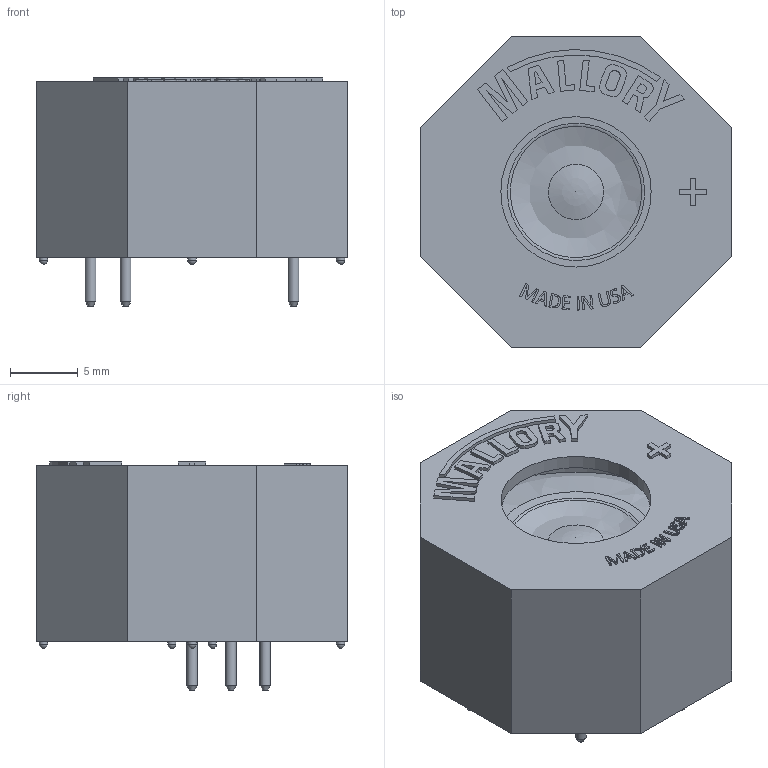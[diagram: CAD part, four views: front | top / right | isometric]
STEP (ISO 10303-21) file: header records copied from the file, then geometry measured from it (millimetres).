
FILE_DESCRIPTION(/* description */ (''),/* implementation_level */ '2;1');
FILE_NAME(/* name */ 'MSS5M1 Rev 8.iam.stp',/* time_stamp */ '2015-06-26T10:50:25-04:00',/* author */ ('Matthew Oney'),/* organization */ ('Mallory-Sonalert Products, Inc. '),/* preprocessor_version */ 'ST-DEVELOPER v15.2',/* originating_system */ 'Autodesk Inventor 2014',/* authorisation */ '');
FILE_SCHEMA (('AUTOMOTIVE_DESIGN { 1 0 10303 214 3 1 1 }'));
Length unit declared in the file: inch
Products named in the file (6): 42-05001-02; PCB80-10; 42-05090 (Soldered); SPK1-01; LAB5-01; MSS5M1 Rev 8
Assembly tree (8 placements, depth 2):
  MSS5M1 Rev 8
    42-05001-02
    PCB80-10
    42-05090 (Soldered)  x4
    SPK1-01
    LAB5-01
Bounding box: 23.01 x 23.01 x 16.84 mm (x, y, z)
Volume: 2241.9 mm3; surface area: 4275.1 mm2
Topology: 8 solids, 8 shells, 991 faces, 2637 edges, 1755 vertices
Faces by surface type: plane 747, bspline 167, cylinder 61, torus 6, sphere 5, cone 5
Full cylindrical faces by diameter (mm): 0.127 x4, 0.61 x5, 0.787 x4, 1.067 x4, 11.1 x1, 19.05 x1, 20.345 x1, 20.676 x1, 20.93 x1
Entity records: 32085 total; most frequent: CARTESIAN_POINT 8055, ORIENTED_EDGE 5136, DIRECTION 4000, EDGE_CURVE 2568, LINE 2116, VECTOR 2116, VERTEX_POINT 1725, EDGE_LOOP 1103
